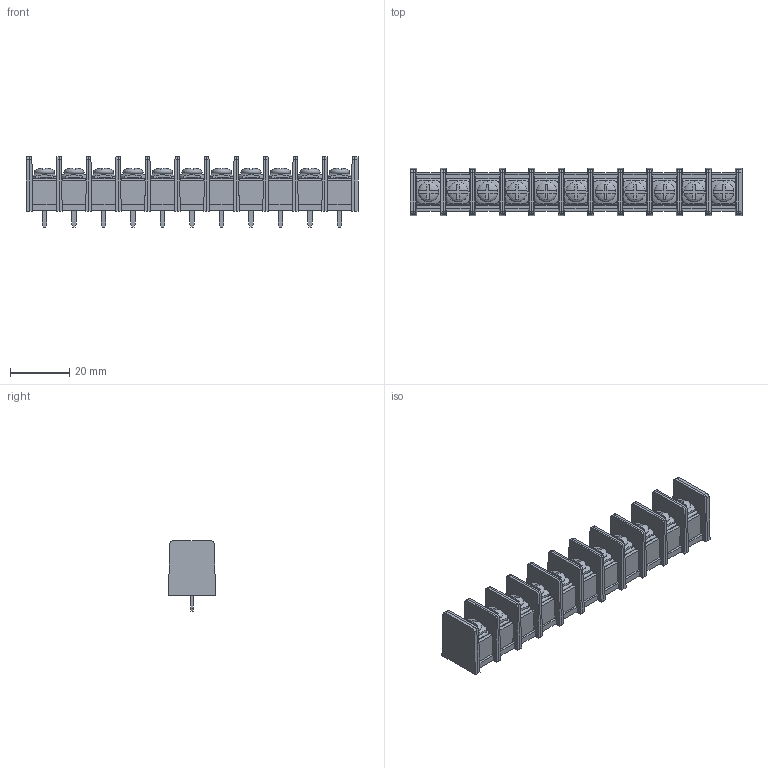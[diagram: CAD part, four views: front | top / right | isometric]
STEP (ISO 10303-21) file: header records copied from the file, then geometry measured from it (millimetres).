
FILE_DESCRIPTION(('FreeCAD Model'),'2;1');
FILE_NAME('Open CASCADE Shape Model','2021-12-26T19:22:14',('Author'),( ''),'Open CASCADE STEP processor 7.4','FreeCAD','Unknown');
FILE_SCHEMA(('AUTOMOTIVE_DESIGN { 1 0 10303 214 1 1 1 1 }'));
Length unit declared in the file: millimetre
Products named in the file (7): TerminalBlock_01x11_P10mm; Contact_Asm; ContactBody; Contact; ContactPlate; ContactScrew; Edge
Assembly tree (17 placements, depth 3):
  TerminalBlock_01x11_P10mm
    Contact_Asm  x11
      ContactBody
      Contact
      ContactPlate
      ContactScrew
    Edge  x2
Bounding box: 112.5 x 16 x 23.75 mm (x, y, z)
Volume: 17815.1 mm3; surface area: 30151.8 mm2
Topology: 46 solids, 46 shells, 1160 faces, 3127 edges, 2103 vertices
Faces by surface type: plane 958, cylinder 158, revolution 33, cone 11
Full cylindrical faces by diameter (mm): 4 x33, 5 x11
Entity records: 4396 total; most frequent: CARTESIAN_POINT 1346, ORIENTED_EDGE 598, DIRECTION 570, EDGE_CURVE 299, LINE 233, VECTOR 233, VERTEX_POINT 201, AXIS2_PLACEMENT_3D 167
